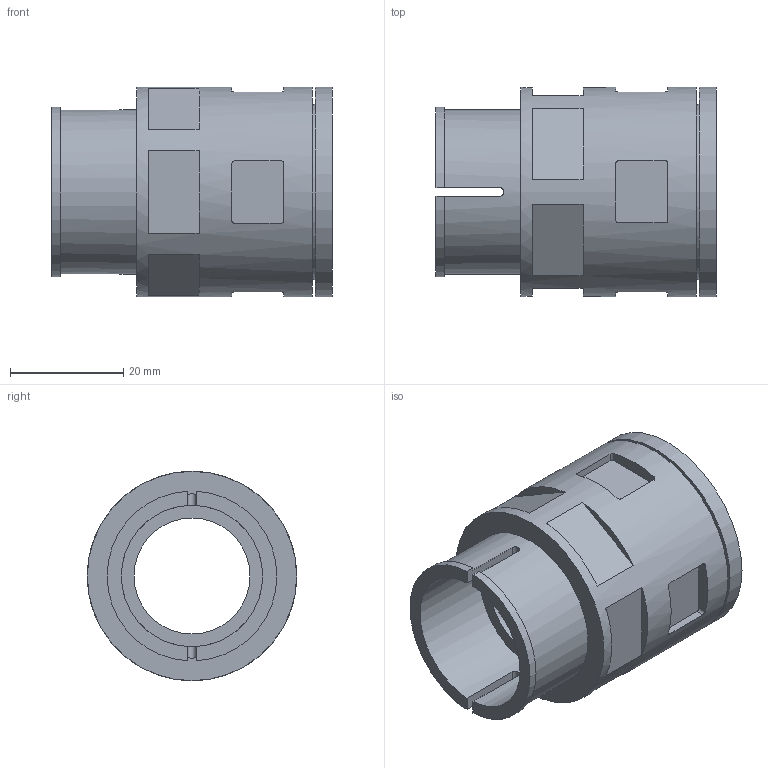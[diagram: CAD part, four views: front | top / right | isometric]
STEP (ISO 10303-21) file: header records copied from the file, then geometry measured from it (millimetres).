
FILE_DESCRIPTION( ( 'STEP AP203' ), '1' );
FILE_NAME( 'FLEXA RQGST-M 5604.028.225.stp', '2020-03-24T09:27:55', ( 'License CC BY-ND 4.0' ), ( 'CADENAS' ), ' ', 'PARTsolutions', ' ' );
FILE_SCHEMA( ( 'CONFIG_CONTROL_DESIGN' ) );
Length unit declared in the file: millimetre
Products named in the file (1): _FLEXA RQGST-M 5604.028.225
Bounding box: 49.5 x 37 x 37 mm (x, y, z)
Volume: 16485.2 mm3; surface area: 12262.1 mm2
Topology: 1 solids, 1 shells, 79 faces, 192 edges, 128 vertices
Faces by surface type: plane 52, cylinder 27
Full cylindrical faces by diameter (mm): 20.5 x1, 25 x1, 28.5 x1, 29 x1, 30.95 x1, 37 x2
Entity records: 2386 total; most frequent: CARTESIAN_POINT 516, DIRECTION 376, ORIENTED_EDGE 360, EDGE_CURVE 180, AXIS2_PLACEMENT_3D 136, VERTEX_POINT 124, LINE 104, VECTOR 104
